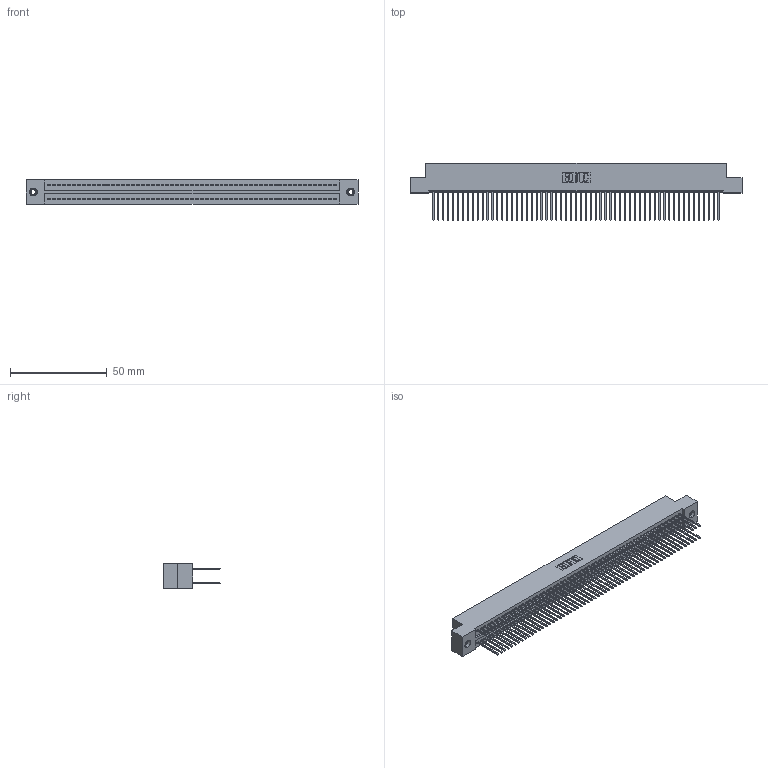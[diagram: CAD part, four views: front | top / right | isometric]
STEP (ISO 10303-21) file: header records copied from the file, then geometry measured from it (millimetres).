
FILE_DESCRIPTION (( 'STEP AP203' ), '1' );
FILE_NAME ('325-118-540-207.STEP', '2020-02-25T08:34:18', ( '' ), ( '' ), 'SwSTEP 2.0', 'SolidWorks 2016', '' );
FILE_SCHEMA (( 'CONFIG_CONTROL_DESIGN' ));
Length unit declared in the file: inch
Products named in the file (4): 325-292-001_325-293-140; 325-118-540-207; 325 Part_TI; 345-250-001_345-250-005-103
Assembly tree (121 placements, depth 2):
  325-118-540-207
    325 Part_TI
    325-292-001_325-293-140  x118
    345-250-001_345-250-005-103  x2
Bounding box: 171.58 x 29.46 x 12.45 mm (x, y, z)
Volume: 22736.5 mm3; surface area: 30078.2 mm2
Topology: 121 solids, 121 shells, 6310 faces, 18737 edges, 12326 vertices
Faces by surface type: plane 4350, cylinder 1944, cone 12, torus 4
Entity records: 36962 total; most frequent: CARTESIAN_POINT 6089, ORIENTED_EDGE 6018, DIRECTION 5203, EDGE_CURVE 3009, VECTOR 2861, LINE 2861, VERTEX_POINT 2000, AXIS2_PLACEMENT_3D 1171
